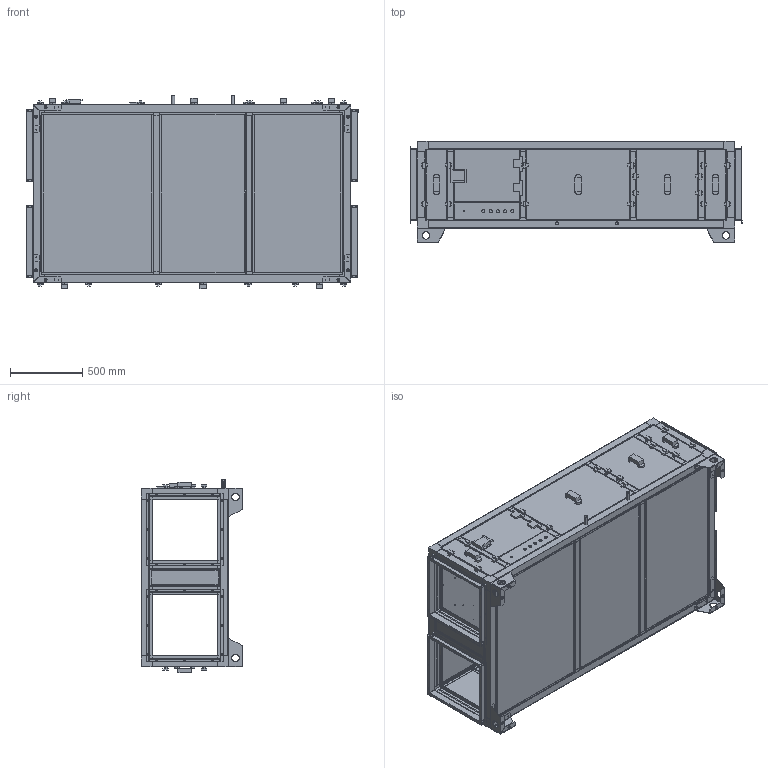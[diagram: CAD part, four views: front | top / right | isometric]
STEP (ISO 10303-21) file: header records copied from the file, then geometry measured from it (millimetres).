
FILE_DESCRIPTION (( 'STEP AP203' ), '1' );
FILE_NAME ('M4512H L.STEP', '2024-09-23T10:10:10', ( '' ), ( '' ), 'SwSTEP 2.0', 'SolidWorks 2023', '' );
FILE_SCHEMA (( 'CONFIG_CONTROL_DESIGN' ));
Length unit declared in the file: millimetre
Products named in the file (133): AynalamaX M4512H-AB.STEP; AynalamaX M4512H 2201 D_Düz.STEP; AynalamaX M4512H 2201.STEP; AynalamaX M4512H 2010 D_Düz.STEP; AynalamaX M4512H 2006 PIC-EN.STEP; AynalamaX M4512H 2005 I_Düz.STEP; M4512H L; AynalamaX M4512H 2001 DC-EN_Plastik.STEP; AynalamaX M4512H 2005 D_Düz.STEP; AynalamaX M4512H 2007 DC-EN_Plastik.STEP; M4512H L.STEP; AynalamaX M4512H 2006 TY.STEP; AynalamaX M4512H 2010 I_Düz.STEP; AynalamaX M4512H 2012 PIC-EN.STEP; AynalamaX M4512H 2001 TY.STEP; AynalamaX M4512H 2006.STEP; AynalamaX M4512H 1403_3 delikli _1500.STEP; AynalamaX M4512H 2012 I_Düz.STEP; AynalamaX M4512H 2003 TY.STEP; AynalamaX M4512H-FM-41.STEP; AynalamaX M4512H 2202.STEP; AynalamaX M4512H 2012.STEP; AynalamaX M4512H CBKP.STEP; AynalamaX M4512H 2007 PIC-YUK.STEP; AynalamaX M4512H 2001 PIC-YUK.STEP; AynalamaX M4512H 2007.STEP; AynalamaX M4512H 2009 I_Düz.STEP; AynalamaX M4512H 2008.STEP; AynalamaX M4512H 2007 PIC-EN.STEP; AynalamaX M4512H 2203 TY.STEP; AynalamaX M4512H 2005 PIC-YUK.STEP; AynalamaX M4512H 2200.STEP; AynalamaX M4512H 2006 DC-EN_Plastik.STEP; AynalamaX M4512H 20031.STEP; AynalamaX M4512H-K.Profil-25_Isı köprüsüz.STEP; AynalamaX M4512H 2100 TY.STEP; AynalamaX M4512H 2003 DC-EN_Plastik.STEP; AynalamaX M4512H 2005 PIC-EN.STEP; AynalamaX M4512H-A.Profil-7_Isı köprüsüz.STEP; AynalamaX M4512H MA.STEP ...
Assembly tree (337 placements, depth 5):
  M4512H L
    M4512H L.STEP
      AynalamaX M4512H 2200.STEP
        AynalamaX M4512H 2200 D_Düz.STEP
        AynalamaX M4512H 2200 I_Düz.STEP
        AynalamaX M4512H KU.STEP
        AynalamaX M4512H MA.STEP  x4
        AynalamaX M4512H 2200 TY.STEP
        AynalamaX M4512H 2200 BC.STEP
      AynalamaX M4512H 2202.STEP
        AynalamaX M4512H 2202 D_Düz.STEP
        AynalamaX M4512H 2202 I_Düz.STEP
        AynalamaX M4512H KU.STEP
        AynalamaX M4512H MA.STEP  x4
        AynalamaX M4512H 2202 TY.STEP
        AynalamaX M4512H 2202 BC.STEP
      AynalamaX M4512H 2006.STEP
        AynalamaX M4512H 2006 D_Düz.STEP
        AynalamaX M4512H 2006 I_Düz.STEP
        AynalamaX M4512H 2006 DC-EN_Plastik.STEP  x2
        AynalamaX M4512H 2006 DC-YUK_Plastik.STEP  x2
        AynalamaX M4512H 2006 PIC-EN.STEP  x2
        AynalamaX M4512H 2006 PIC-YUK.STEP  x2
        AynalamaX M4512H 2006 TY.STEP
        AynalamaX M4512H CBKP.STEP  x4
      AynalamaX M4512H 2001.STEP
        AynalamaX M4512H 2001 D_Düz.STEP
        AynalamaX M4512H 2001 I_Düz.STEP
        AynalamaX M4512H 2001 DC-EN_Plastik.STEP  x2
        AynalamaX M4512H 2001 DC-YUK_Plastik.STEP  x2
        AynalamaX M4512H 2001 PIC-EN.STEP  x2
        AynalamaX M4512H 2001 PIC-YUK.STEP  x2
        AynalamaX M4512H 2001 TY.STEP
        AynalamaX M4512H CBKP.STEP  x4
      AynalamaX M4512H 2003.STEP
        AynalamaX M4512H 2003 D_Düz.STEP
        AynalamaX M4512H 2003 I_Düz.STEP
        AynalamaX M4512H 2003 DC-EN_Plastik.STEP  x2
        AynalamaX M4512H 2003 DC-YUK_Plastik.STEP  x2
        AynalamaX M4512H 2003 PIC-EN.STEP  x2
        AynalamaX M4512H 2003 PIC-YUK.STEP  x2
        AynalamaX M4512H 2003 TY.STEP
        AynalamaX M4512H CBKP.STEP  x4
      AynalamaX M4512H-M51-Profil Montaj.STEP
        AynalamaX M4512H-K.Profil-26_Isı köprüsüz.STEP  x4
        AynalamaX M4512H-K.Profil-25_Isı köprüsüz.STEP  x4
        AynalamaX M4512H-K.Profil-27_Isı köprüsüz.STEP  x4
        AynalamaX M4512H-A.Profil-6_Isı köprüsüz.STEP  x12
        AynalamaX M4512H-AB.STEP  x32
        AynalamaX M4512H-A.Profil-7_Isı köprüsüz.STEP  x4
        AynalamaX M4512H-KB.STEP  x8
      AynalamaX M4512H 2100.STEP
        AynalamaX M4512H 2100 D_Düz.STEP
        AynalamaX M4512H 2100 I_Düz.STEP
        AynalamaX M4512H ME.STEP  x2
        AynalamaX M4512H Kİ.STEP
        AynalamaX M4512H 2100 TY.STEP
        AynalamaX M4512H 2100 BC.STEP
      AynalamaX M4512H 20031.STEP
        AynalamaX M4512H 2003 D_Düz.STEP
Bounding box: 2290 x 700 x 1336.76 mm (x, y, z)
Volume: 282156930.9 mm3; surface area: 60928635.6 mm2
Topology: 325 solids, 325 shells, 7777 faces, 18271 edges, 11172 vertices
Faces by surface type: plane 5200, cylinder 2331, bspline 246
Entity records: 145688 total; most frequent: CARTESIAN_POINT 28579, DIRECTION 20739, ORIENTED_EDGE 19202, EDGE_CURVE 9601, AXIS2_PLACEMENT_3D 7132, LINE 6475, VECTOR 6475, VERTEX_POINT 5692
